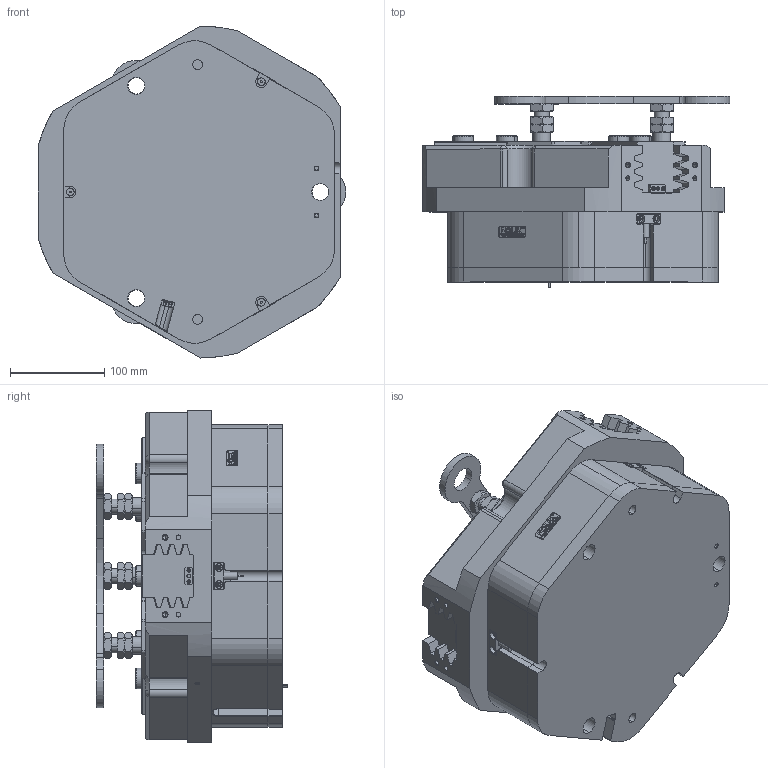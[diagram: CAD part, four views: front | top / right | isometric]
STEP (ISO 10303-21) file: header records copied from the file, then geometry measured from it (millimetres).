
FILE_DESCRIPTION (( 'STEP AP203' ), '1' );
FILE_NAME ('FZ220-352-S-C60.STEP', '2024-12-20T07:26:23', ( 'USER-' ), ( 'Microsoft' ), 'SwSTEP 2.0', 'SolidWorks 2018', '' );
FILE_SCHEMA (( 'CONFIG_CONTROL_DESIGN' ));
Length unit declared in the file: millimetre
Products named in the file (18): TZT220-352-M-05 菁裔啣-S-1; TR300-15-1晚假蚾輸-S-1; 錨璃18^TZT220-352-S; 湮酴-S; 电容传感器-S; C60; TZT220-352-S; 32x12-R2; TZT220-352-M-01 褲极; 昹親棠覜羲壽; M16-1-8情蹟譫-1; TZT220-352-M-08 芢啣-1; FZ220-352-S-C60; 埴翐芛_GB_FASTENER_SCREWS_HSHCS M2X8-N; ﾏ擎ﾗ22｡ﾁ18｡ﾁ14; TZT220-352-M-02 賑輸-S-1; TZT220-352-M-07 芢裝-1; TZT220-352-M-06 笢猾啣-S-1
Assembly tree (45 placements, depth 3):
  錨璃18^TZT220-352-S
  FZ220-352-S-C60
    TZT220-352-S
      TZT220-352-M-02 賑輸-S-1  x3
      TZT220-352-M-05 菁裔啣-S-1
      TR300-15-1晚假蚾輸-S-1  x3
      TZT220-352-M-01 褲极
      TZT220-352-M-06 笢猾啣-S-1
      电容传感器-S  x3
      湮酴-S  x3
      埴翐芛_GB_FASTENER_SCREWS_HSHCS M2X8-N  x6
      32x12-R2
      昹親棠覜羲壽  x2
      ﾏ擎ﾗ22｡ﾁ18｡ﾁ14  x6
    C60
      M16-1-8情蹟譫-1  x9
      TZT220-352-M-07 芢裝-1  x3
      TZT220-352-M-08 芢啣-1
Bounding box: 326 x 202.87 x 351.96 mm (x, y, z)
Volume: 10770989.6 mm3; surface area: 885241.2 mm2
Topology: 52 solids, 56 shells, 2237 faces, 5686 edges, 3607 vertices
Faces by surface type: plane 1085, cylinder 591, cone 392, bspline 157, torus 12
Entity records: 53481 total; most frequent: CARTESIAN_POINT 14957, ORIENTED_EDGE 7584, DIRECTION 7160, EDGE_CURVE 3792, VERTEX_POINT 2442, VECTOR 2416, LINE 2416, AXIS2_PLACEMENT_3D 2372
